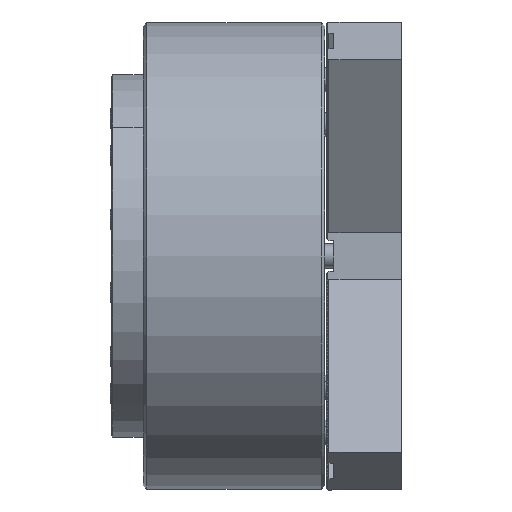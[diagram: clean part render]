
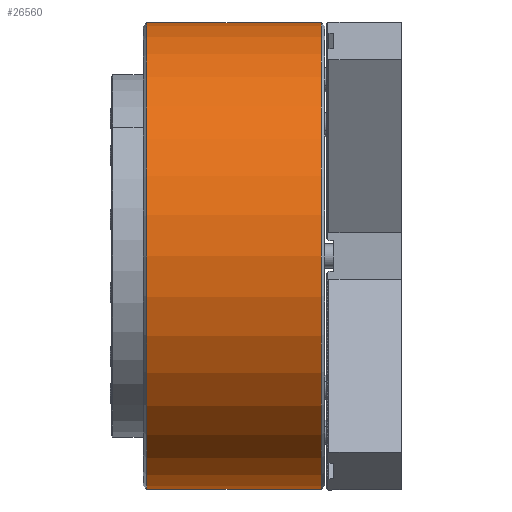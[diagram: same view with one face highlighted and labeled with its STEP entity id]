
A CAD part, front view. The second image highlights one B-rep face of the part: STEP entity #26560.
In plain terms, the highlighted cylindrical face has radius 192.5 mm (diameter 385 mm), a partial arc.
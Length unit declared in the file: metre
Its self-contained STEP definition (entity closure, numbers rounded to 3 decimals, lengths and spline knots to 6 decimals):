
#1157 = VERTEX_POINT ( 'NONE', #43442 ) ;
#2478 = DIRECTION ( 'NONE',  ( -1., 0., 0. ) ) ;
#3514 = CARTESIAN_POINT ( 'NONE',  ( 0.003, 0., -0.1925 ) ) ;
#5445 = ORIENTED_EDGE ( 'NONE', *, *, #33595, .T. ) ;
#5806 = DIRECTION ( 'NONE',  ( 1., 0., 0. ) ) ;
#5920 = CARTESIAN_POINT ( 'NONE',  ( 0.147, 0., 0. ) ) ;
#6067 = DIRECTION ( 'NONE',  ( 0., 0., 1. ) ) ;
#7635 = AXIS2_PLACEMENT_3D ( 'NONE', #5920, #30720, #9502 ) ;
#9004 = VECTOR ( 'NONE', #29758, 1. ) ;
#9176 = CARTESIAN_POINT ( 'NONE',  ( 0., 0., -0.1925 ) ) ;
#9502 = DIRECTION ( 'NONE',  ( 0., 0., 1. ) ) ;
#9588 = LINE ( 'NONE', #9176, #36740 ) ;
#10618 = CARTESIAN_POINT ( 'NONE',  ( 0.147, 0., -0.1925 ) ) ;
#11375 = VERTEX_POINT ( 'NONE', #22310 ) ;
#12749 = DIRECTION ( 'NONE',  ( -1., 0., 0. ) ) ;
#16860 = ORIENTED_EDGE ( 'NONE', *, *, #23479, .T. ) ;
#18753 = CYLINDRICAL_SURFACE ( 'NONE', #39912, 0.1925 ) ;
#22011 = ORIENTED_EDGE ( 'NONE', *, *, #28202, .T. ) ;
#22310 = CARTESIAN_POINT ( 'NONE',  ( 0.003, 0., 0.1925 ) ) ;
#22538 = EDGE_CURVE ( 'NONE', #38628, #23320, #9588, .T. ) ;
#22704 = AXIS2_PLACEMENT_3D ( 'NONE', #27042, #5806, #30608 ) ;
#23320 = VERTEX_POINT ( 'NONE', #3514 ) ;
#23479 = EDGE_CURVE ( 'NONE', #1157, #11375, #45640, .T. ) ;
#26560 = ADVANCED_FACE ( 'NONE', ( #28191 ), #18753, .T. ) ;
#26574 = CIRCLE ( 'NONE', #22704, 0.1925 ) ;
#27042 = CARTESIAN_POINT ( 'NONE',  ( 0.003, 0., 0. ) ) ;
#27469 = CIRCLE ( 'NONE', #7635, 0.1925 ) ;
#28191 = FACE_OUTER_BOUND ( 'NONE', #43378, .T. ) ;
#28202 = EDGE_CURVE ( 'NONE', #38628, #1157, #27469, .T. ) ;
#29758 = DIRECTION ( 'NONE',  ( -1., 0., 0. ) ) ;
#30608 = DIRECTION ( 'NONE',  ( 0., 0., -1. ) ) ;
#30720 = DIRECTION ( 'NONE',  ( -1., 0., 0. ) ) ;
#33595 = EDGE_CURVE ( 'NONE', #11375, #23320, #26574, .T. ) ;
#36184 = CARTESIAN_POINT ( 'NONE',  ( 0., 0., 0.1925 ) ) ;
#36740 = VECTOR ( 'NONE', #12749, 1. ) ;
#37799 = CARTESIAN_POINT ( 'NONE',  ( 0., 0., 0. ) ) ;
#38628 = VERTEX_POINT ( 'NONE', #10618 ) ;
#39912 = AXIS2_PLACEMENT_3D ( 'NONE', #37799, #2478, #6067 ) ;
#43378 = EDGE_LOOP ( 'NONE', ( #45062, #22011, #16860, #5445 ) ) ;
#43442 = CARTESIAN_POINT ( 'NONE',  ( 0.147, 0., 0.1925 ) ) ;
#45062 = ORIENTED_EDGE ( 'NONE', *, *, #22538, .F. ) ;
#45640 = LINE ( 'NONE', #36184, #9004 ) ;
